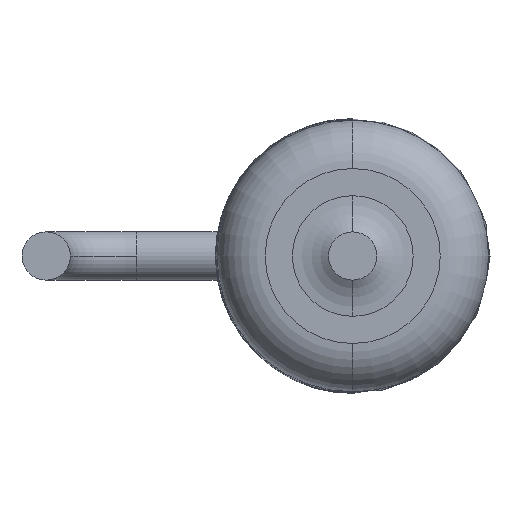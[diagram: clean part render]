
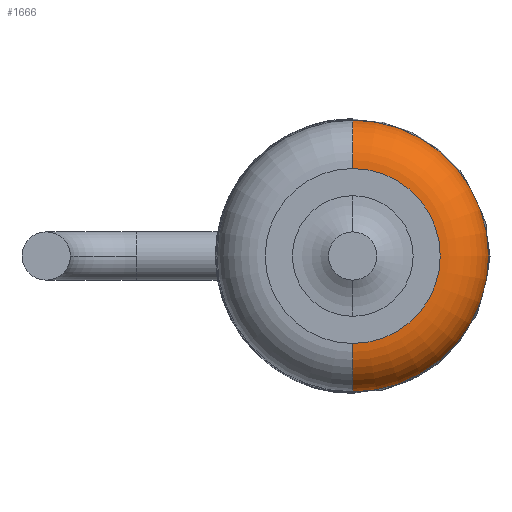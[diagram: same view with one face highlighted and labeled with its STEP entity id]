
A CAD part, front view. The second image highlights one B-rep face of the part: STEP entity #1666.
In plain terms, the highlighted toroidal (fillet/blend) face has major radius 1.45 mm and minor radius 0.8 mm.
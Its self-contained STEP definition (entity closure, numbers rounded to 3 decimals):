
#30 = VERTEX_POINT ( 'NONE', #1003 ) ;
#50 = DIRECTION ( 'NONE',  ( 0., 0., 1. ) ) ;
#104 = CARTESIAN_POINT ( 'NONE',  ( 0., -4.7, -2.25 ) ) ;
#212 = CIRCLE ( 'NONE', #553, 1.45 ) ;
#398 = CARTESIAN_POINT ( 'NONE',  ( 0., -5.5, -1.45 ) ) ;
#402 = EDGE_LOOP ( 'NONE', ( #640, #1596, #2275, #1115 ) ) ;
#418 = DIRECTION ( 'NONE',  ( 0., 0., 1. ) ) ;
#443 = CARTESIAN_POINT ( 'NONE',  ( 0., -4.7, 0. ) ) ;
#467 = DIRECTION ( 'NONE',  ( 0., 1., 0. ) ) ;
#534 = CIRCLE ( 'NONE', #2644, 0.8 ) ;
#553 = AXIS2_PLACEMENT_3D ( 'NONE', #875, #1044, #418 ) ;
#596 = CIRCLE ( 'NONE', #1244, 0.8 ) ;
#608 = EDGE_CURVE ( 'NONE', #815, #2317, #212, .T. ) ;
#640 = ORIENTED_EDGE ( 'NONE', *, *, #608, .F. ) ;
#786 = CARTESIAN_POINT ( 'NONE',  ( 0., -4.7, -1.45 ) ) ;
#815 = VERTEX_POINT ( 'NONE', #398 ) ;
#871 = DIRECTION ( 'NONE',  ( 0., 1., 0. ) ) ;
#875 = CARTESIAN_POINT ( 'NONE',  ( 0., -5.5, 0. ) ) ;
#890 = CARTESIAN_POINT ( 'NONE',  ( 0., -4.7, 1.45 ) ) ;
#959 = VERTEX_POINT ( 'NONE', #104 ) ;
#1003 = CARTESIAN_POINT ( 'NONE',  ( 0., -4.7, 2.25 ) ) ;
#1044 = DIRECTION ( 'NONE',  ( 0., -1., 0. ) ) ;
#1081 = EDGE_CURVE ( 'NONE', #2317, #30, #534, .T. ) ;
#1115 = ORIENTED_EDGE ( 'NONE', *, *, #1081, .F. ) ;
#1189 = CARTESIAN_POINT ( 'NONE',  ( 0., -5.5, 1.45 ) ) ;
#1244 = AXIS2_PLACEMENT_3D ( 'NONE', #786, #1432, #1841 ) ;
#1294 = CARTESIAN_POINT ( 'NONE',  ( 0., -4.7, 0. ) ) ;
#1323 = AXIS2_PLACEMENT_3D ( 'NONE', #443, #871, #2061 ) ;
#1340 = EDGE_CURVE ( 'NONE', #30, #959, #2662, .T. ) ;
#1359 = TOROIDAL_SURFACE ( 'NONE', #1851, 1.45, 0.8 ) ;
#1432 = DIRECTION ( 'NONE',  ( 1., 0., 0. ) ) ;
#1596 = ORIENTED_EDGE ( 'NONE', *, *, #2050, .T. ) ;
#1659 = FACE_OUTER_BOUND ( 'NONE', #402, .T. ) ;
#1666 = ADVANCED_FACE ( 'NONE', ( #1659 ), #1359, .T. ) ;
#1841 = DIRECTION ( 'NONE',  ( 0., 0., -1. ) ) ;
#1851 = AXIS2_PLACEMENT_3D ( 'NONE', #1294, #467, #2305 ) ;
#1889 = DIRECTION ( 'NONE',  ( -1., 0., 0. ) ) ;
#2050 = EDGE_CURVE ( 'NONE', #815, #959, #596, .T. ) ;
#2061 = DIRECTION ( 'NONE',  ( 0., 0., 1. ) ) ;
#2275 = ORIENTED_EDGE ( 'NONE', *, *, #1340, .F. ) ;
#2305 = DIRECTION ( 'NONE',  ( 0., 0., 1. ) ) ;
#2317 = VERTEX_POINT ( 'NONE', #1189 ) ;
#2644 = AXIS2_PLACEMENT_3D ( 'NONE', #890, #1889, #50 ) ;
#2662 = CIRCLE ( 'NONE', #1323, 2.25 ) ;
